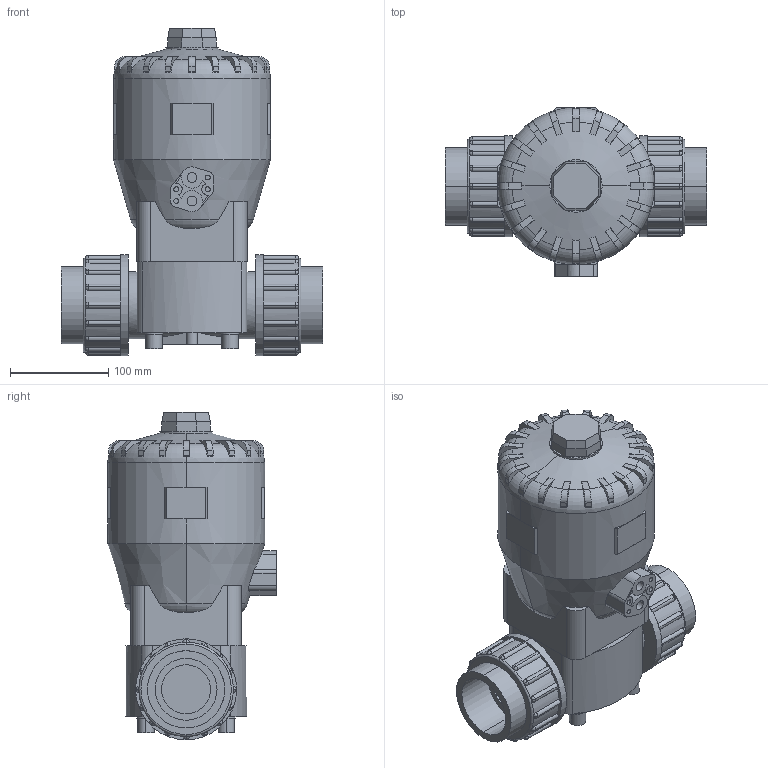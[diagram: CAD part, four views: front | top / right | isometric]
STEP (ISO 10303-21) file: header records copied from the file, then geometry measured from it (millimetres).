
FILE_DESCRIPTION(('STEP AP214'),'1');
FILE_NAME('cctmp_F689F3AF-DD48-4E51-BF7B-A16B23E4C6EA_2021_10_27_13_06_57_0497..stp','2021-10-27T11:06:57',('Praher Valves GmbH'),('CADClick - www.CADClick.com'),'Spatial InterOp 3D',' ','unknown authorization');
FILE_SCHEMA(('AUTOMOTIVE_DESIGN'));
Length unit declared in the file: millimetre
Products named in the file (1): 125633
Bounding box: 266 x 172 x 334 mm (x, y, z)
Volume: 5328565.5 mm3; surface area: 290775.6 mm2
Topology: 1 solids, 3 shells, 483 faces, 1254 edges, 812 vertices
Faces by surface type: cylinder 206, plane 197, sphere 64, torus 12, cone 4
Entity records: 21261 total; most frequent: CARTESIAN_POINT 5447, DIRECTION 2592, ORIENTED_EDGE 2508, EDGE_CURVE 1254, AXIS2_PLACEMENT_3D 1046, VERTEX_POINT 812, CIRCLE 546, EDGE_LOOP 518
